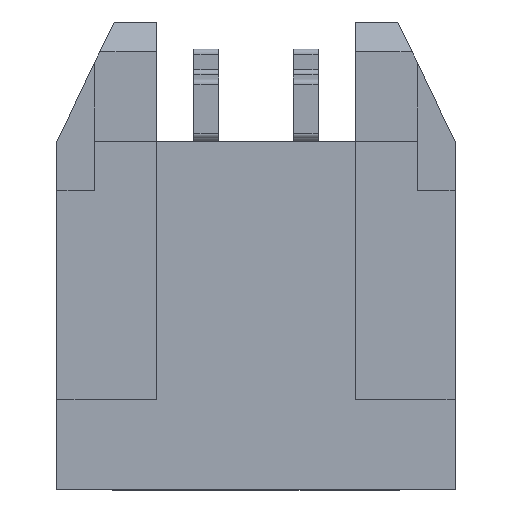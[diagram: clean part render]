
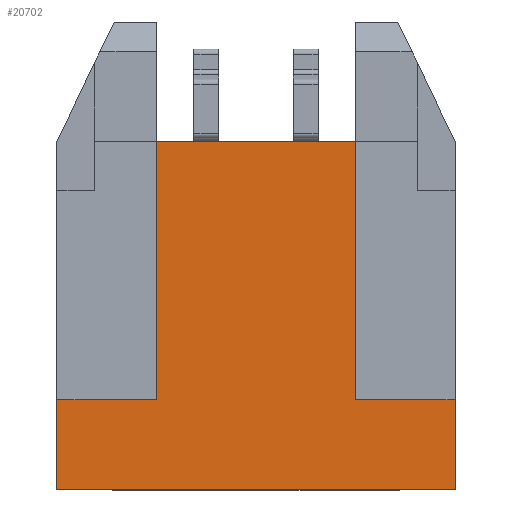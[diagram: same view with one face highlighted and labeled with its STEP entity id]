
A CAD part, top view. The second image highlights one B-rep face of the part: STEP entity #20702.
In plain terms, the highlighted planar face has unit normal (0, 0, 1).
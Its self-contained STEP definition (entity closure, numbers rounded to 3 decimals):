
#351 = DIRECTION ( 'NONE',  ( 1., 0., 0. ) ) ;
#980 = DIRECTION ( 'NONE',  ( 0., 0., 1. ) ) ;
#1172 = LINE ( 'NONE', #25187, #1302 ) ;
#1302 = VECTOR ( 'NONE', #24803, 1000. ) ;
#1697 = EDGE_CURVE ( 'NONE', #16717, #4188, #19589, .T. ) ;
#2228 = LINE ( 'NONE', #19878, #6183 ) ;
#2279 = ORIENTED_EDGE ( 'NONE', *, *, #15550, .T. ) ;
#2515 = DIRECTION ( 'NONE',  ( 0., -1., 0. ) ) ;
#2882 = EDGE_CURVE ( 'NONE', #5177, #20652, #23630, .T. ) ;
#3383 = CARTESIAN_POINT ( 'NONE',  ( -3., 2.3, 6.4 ) ) ;
#3801 = CARTESIAN_POINT ( 'NONE',  ( -5., -2.901, 6.4 ) ) ;
#4066 = VERTEX_POINT ( 'NONE', #11074 ) ;
#4188 = VERTEX_POINT ( 'NONE', #8079 ) ;
#5177 = VERTEX_POINT ( 'NONE', #21667 ) ;
#5644 = CARTESIAN_POINT ( 'NONE',  ( 1., -2.901, 6.4 ) ) ;
#6183 = VECTOR ( 'NONE', #351, 1000. ) ;
#6559 = ORIENTED_EDGE ( 'NONE', *, *, #13187, .F. ) ;
#6683 = VECTOR ( 'NONE', #7738, 1000. ) ;
#6794 = VECTOR ( 'NONE', #9158, 1000. ) ;
#7560 = EDGE_CURVE ( 'NONE', #20652, #4066, #19392, .T. ) ;
#7738 = DIRECTION ( 'NONE',  ( -1., 0., 0. ) ) ;
#8014 = ORIENTED_EDGE ( 'NONE', *, *, #2882, .T. ) ;
#8079 = CARTESIAN_POINT ( 'NONE',  ( 1., -2.901, 6.4 ) ) ;
#9158 = DIRECTION ( 'NONE',  ( 1., 0., 0. ) ) ;
#9939 = EDGE_CURVE ( 'NONE', #17810, #13203, #2228, .T. ) ;
#10604 = VECTOR ( 'NONE', #11473, 1000. ) ;
#10711 = FACE_OUTER_BOUND ( 'NONE', #20585, .T. ) ;
#10753 = ORIENTED_EDGE ( 'NONE', *, *, #19743, .T. ) ;
#10837 = CARTESIAN_POINT ( 'NONE',  ( 0., 0., 6.4 ) ) ;
#10919 = VECTOR ( 'NONE', #19171, 1000. ) ;
#11074 = CARTESIAN_POINT ( 'NONE',  ( -5., -2.901, 6.4 ) ) ;
#11088 = LINE ( 'NONE', #3383, #10604 ) ;
#11399 = CARTESIAN_POINT ( 'NONE',  ( -3., -2.901, 6.4 ) ) ;
#11473 = DIRECTION ( 'NONE',  ( 1., 0., 0. ) ) ;
#11536 = LINE ( 'NONE', #12513, #19861 ) ;
#12513 = CARTESIAN_POINT ( 'NONE',  ( -5., 4.7, 6.4 ) ) ;
#13034 = LINE ( 'NONE', #16975, #6794 ) ;
#13187 = EDGE_CURVE ( 'NONE', #5177, #16717, #11088, .T. ) ;
#13203 = VERTEX_POINT ( 'NONE', #24731 ) ;
#13817 = CARTESIAN_POINT ( 'NONE',  ( -5., -4.7, 6.4 ) ) ;
#14246 = AXIS2_PLACEMENT_3D ( 'NONE', #10837, #980, #16708 ) ;
#14321 = ORIENTED_EDGE ( 'NONE', *, *, #7560, .T. ) ;
#15405 = CARTESIAN_POINT ( 'NONE',  ( 1., 2.3, 6.4 ) ) ;
#15550 = EDGE_CURVE ( 'NONE', #13203, #21097, #1172, .T. ) ;
#15968 = CARTESIAN_POINT ( 'NONE',  ( -3., -2.901, 6.4 ) ) ;
#16708 = DIRECTION ( 'NONE',  ( 1., 0., 0. ) ) ;
#16717 = VERTEX_POINT ( 'NONE', #15405 ) ;
#16975 = CARTESIAN_POINT ( 'NONE',  ( 3., -2.901, 6.4 ) ) ;
#17437 = DIRECTION ( 'NONE',  ( 0., -1., 0. ) ) ;
#17728 = ORIENTED_EDGE ( 'NONE', *, *, #1697, .F. ) ;
#17810 = VERTEX_POINT ( 'NONE', #13817 ) ;
#18475 = PLANE ( 'NONE',  #14246 ) ;
#18656 = CARTESIAN_POINT ( 'NONE',  ( 3., -2.901, 6.4 ) ) ;
#19067 = VECTOR ( 'NONE', #17437, 1000. ) ;
#19171 = DIRECTION ( 'NONE',  ( 0., -1., 0. ) ) ;
#19392 = LINE ( 'NONE', #3801, #6683 ) ;
#19589 = LINE ( 'NONE', #5644, #19067 ) ;
#19743 = EDGE_CURVE ( 'NONE', #4066, #17810, #11536, .T. ) ;
#19861 = VECTOR ( 'NONE', #2515, 1000. ) ;
#19878 = CARTESIAN_POINT ( 'NONE',  ( -5., -4.7, 6.4 ) ) ;
#20562 = EDGE_CURVE ( 'NONE', #4188, #21097, #13034, .T. ) ;
#20585 = EDGE_LOOP ( 'NONE', ( #6559, #8014, #14321, #10753, #22095, #2279, #22897, #17728 ) ) ;
#20652 = VERTEX_POINT ( 'NONE', #15968 ) ;
#20702 = ADVANCED_FACE ( 'NONE', ( #10711 ), #18475, .T. ) ;
#21097 = VERTEX_POINT ( 'NONE', #18656 ) ;
#21667 = CARTESIAN_POINT ( 'NONE',  ( -3., 2.3, 6.4 ) ) ;
#22095 = ORIENTED_EDGE ( 'NONE', *, *, #9939, .T. ) ;
#22897 = ORIENTED_EDGE ( 'NONE', *, *, #20562, .F. ) ;
#23630 = LINE ( 'NONE', #11399, #10919 ) ;
#24731 = CARTESIAN_POINT ( 'NONE',  ( 3., -4.7, 6.4 ) ) ;
#24803 = DIRECTION ( 'NONE',  ( 0., 1., 0. ) ) ;
#25187 = CARTESIAN_POINT ( 'NONE',  ( 3., 4.7, 6.4 ) ) ;
